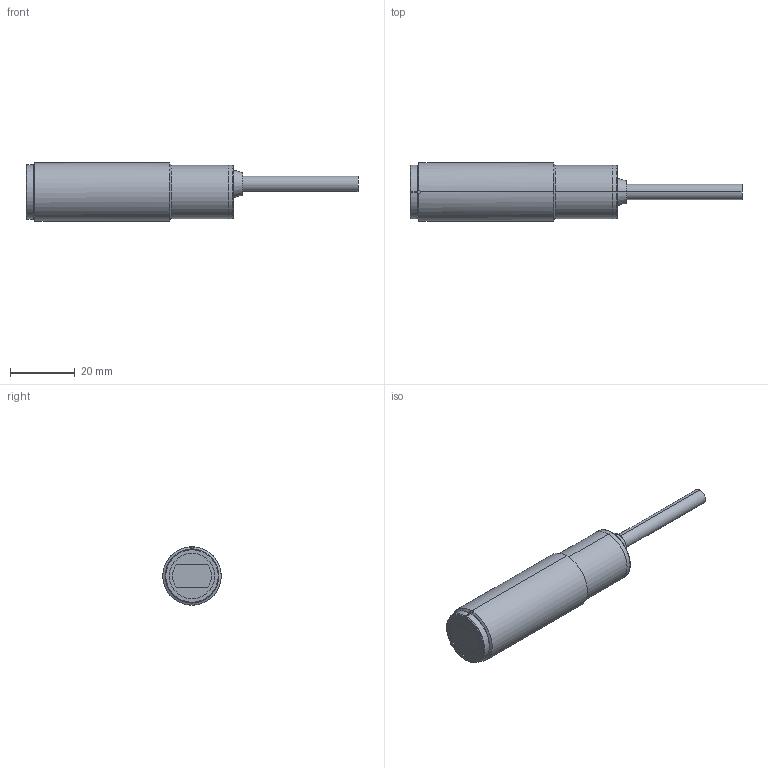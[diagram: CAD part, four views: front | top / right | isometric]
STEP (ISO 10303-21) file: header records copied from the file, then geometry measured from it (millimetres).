
FILE_DESCRIPTION (( 'STEP AP214' ), '1' );
FILE_NAME ('SS5-0N-4A.step', '2018-04-12T21:04:19', ( '' ), ( '' ), 'SwSTEP 2.0', 'SolidWorks 2017', '' );
FILE_SCHEMA (( 'AUTOMOTIVE_DESIGN' ));
Length unit declared in the file: inch
Products named in the file (1): SS5-0N-4A
Bounding box: 102.4 x 18 x 18 mm (x, y, z)
Volume: 16032 mm3; surface area: 5552.7 mm2
Topology: 4 solids, 4 shells, 59 faces, 126 edges, 78 vertices
Faces by surface type: plane 22, cylinder 21, cone 10, bspline 6
Entity records: 2589 total; most frequent: CARTESIAN_POINT 465, DIRECTION 282, ORIENTED_EDGE 252, EDGE_CURVE 126, AXIS2_PLACEMENT_3D 114, VERTEX_POINT 78, UNCERTAINTY_MEASURE_WITH_UNIT 65, LENGTH_MEASURE_WITH_UNIT 65
